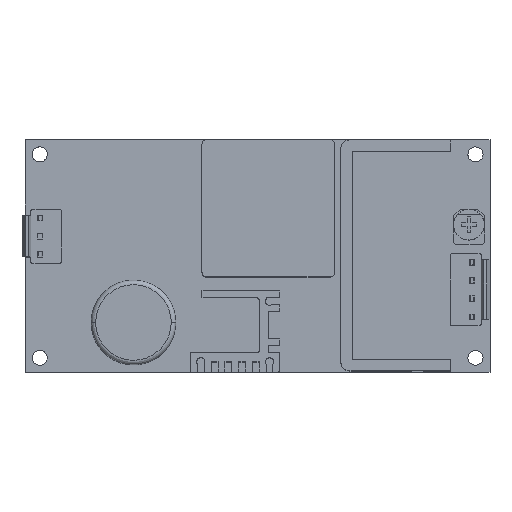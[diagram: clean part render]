
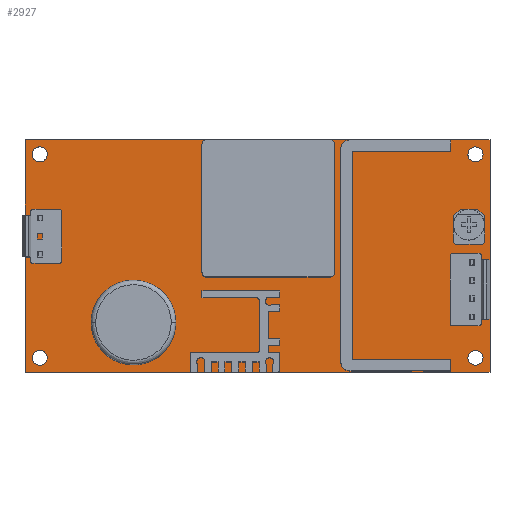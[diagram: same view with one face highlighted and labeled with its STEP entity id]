
A CAD part, top view. The second image highlights one B-rep face of the part: STEP entity #2927.
In plain terms, the highlighted free-form (B-spline) face has degree [1, 1] with [2, 2] control points.
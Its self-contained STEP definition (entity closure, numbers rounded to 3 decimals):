
#2742 = VERTEX_POINT('',#2743);
#2743 = CARTESIAN_POINT('',(82.616,40.097,
    1.628));
#2748 = EDGE_CURVE('',#2742,#2749,#2751,.T.);
#2749 = VERTEX_POINT('',#2750);
#2750 = CARTESIAN_POINT('',(85.974,40.097,
    1.628));
#2751 = ( BOUNDED_CURVE() B_SPLINE_CURVE(2,(#2752,#2753,#2754,#2755,
#2756),.UNSPECIFIED.,.F.,.F.) B_SPLINE_CURVE_WITH_KNOTS((3,2,3),(0.,
1.571,3.142),.PIECEWISE_BEZIER_KNOTS.) CURVE() 
GEOMETRIC_REPRESENTATION_ITEM() RATIONAL_B_SPLINE_CURVE((1.,
0.707,1.,0.707,1.)) REPRESENTATION_ITEM('') );
#2752 = CARTESIAN_POINT('',(82.616,40.097,
    1.628));
#2753 = CARTESIAN_POINT('',(82.616,41.777,
    1.628));
#2754 = CARTESIAN_POINT('',(84.295,41.777,
    1.628));
#2755 = CARTESIAN_POINT('',(85.974,41.777,
    1.628));
#2756 = CARTESIAN_POINT('',(85.974,40.097,
    1.628));
#2790 = VERTEX_POINT('',#2791);
#2791 = CARTESIAN_POINT('',(82.621,-5.144,
    1.628));
#2796 = EDGE_CURVE('',#2790,#2797,#2799,.T.);
#2797 = VERTEX_POINT('',#2798);
#2798 = CARTESIAN_POINT('',(85.98,-5.144,
    1.628));
#2799 = ( BOUNDED_CURVE() B_SPLINE_CURVE(2,(#2800,#2801,#2802,#2803,
#2804),.UNSPECIFIED.,.F.,.F.) B_SPLINE_CURVE_WITH_KNOTS((3,2,3),(0.,
1.571,3.142),.PIECEWISE_BEZIER_KNOTS.) CURVE() 
GEOMETRIC_REPRESENTATION_ITEM() RATIONAL_B_SPLINE_CURVE((1.,
0.707,1.,0.707,1.)) REPRESENTATION_ITEM('') );
#2800 = CARTESIAN_POINT('',(82.621,-5.144,
    1.628));
#2801 = CARTESIAN_POINT('',(82.621,-3.465,
    1.628));
#2802 = CARTESIAN_POINT('',(84.3,-3.465,
    1.628));
#2803 = CARTESIAN_POINT('',(85.98,-3.465,
    1.628));
#2804 = CARTESIAN_POINT('',(85.98,-5.144,
    1.628));
#2838 = VERTEX_POINT('',#2839);
#2839 = CARTESIAN_POINT('',(-14.314,-5.144,
    1.628));
#2844 = EDGE_CURVE('',#2838,#2845,#2847,.T.);
#2845 = VERTEX_POINT('',#2846);
#2846 = CARTESIAN_POINT('',(-10.955,-5.144,
    1.628));
#2847 = ( BOUNDED_CURVE() B_SPLINE_CURVE(2,(#2848,#2849,#2850,#2851,
#2852),.UNSPECIFIED.,.F.,.F.) B_SPLINE_CURVE_WITH_KNOTS((3,2,3),(0.,
1.571,3.142),.PIECEWISE_BEZIER_KNOTS.) CURVE() 
GEOMETRIC_REPRESENTATION_ITEM() RATIONAL_B_SPLINE_CURVE((1.,
0.707,1.,0.707,1.)) REPRESENTATION_ITEM('') );
#2848 = CARTESIAN_POINT('',(-14.314,-5.144,
    1.628));
#2849 = CARTESIAN_POINT('',(-14.314,-3.465,
    1.628));
#2850 = CARTESIAN_POINT('',(-12.635,-3.465,
    1.628));
#2851 = CARTESIAN_POINT('',(-10.955,-3.465,
    1.628));
#2852 = CARTESIAN_POINT('',(-10.955,-5.144,
    1.628));
#2886 = VERTEX_POINT('',#2887);
#2887 = CARTESIAN_POINT('',(-14.319,40.097,
    1.628));
#2892 = EDGE_CURVE('',#2886,#2893,#2895,.T.);
#2893 = VERTEX_POINT('',#2894);
#2894 = CARTESIAN_POINT('',(-10.96,40.097,
    1.628));
#2895 = ( BOUNDED_CURVE() B_SPLINE_CURVE(2,(#2896,#2897,#2898,#2899,
#2900),.UNSPECIFIED.,.F.,.F.) B_SPLINE_CURVE_WITH_KNOTS((3,2,3),(0.,
1.571,3.142),.PIECEWISE_BEZIER_KNOTS.) CURVE() 
GEOMETRIC_REPRESENTATION_ITEM() RATIONAL_B_SPLINE_CURVE((1.,
0.707,1.,0.707,1.)) REPRESENTATION_ITEM('') );
#2896 = CARTESIAN_POINT('',(-14.319,40.097,
    1.628));
#2897 = CARTESIAN_POINT('',(-14.319,41.777,
    1.628));
#2898 = CARTESIAN_POINT('',(-12.64,41.777,
    1.628));
#2899 = CARTESIAN_POINT('',(-10.96,41.777,
    1.628));
#2900 = CARTESIAN_POINT('',(-10.96,40.097,
    1.628));
#2927 = ADVANCED_FACE('',(#2928,#2939,#2950,#2961,#2972),#3002,.T.);
#2928 = FACE_BOUND('',#2929,.T.);
#2929 = EDGE_LOOP('',(#2930,#2931));
#2930 = ORIENTED_EDGE('',*,*,#2892,.T.);
#2931 = ORIENTED_EDGE('',*,*,#2932,.T.);
#2932 = EDGE_CURVE('',#2893,#2886,#2933,.T.);
#2933 = ( BOUNDED_CURVE() B_SPLINE_CURVE(2,(#2934,#2935,#2936,#2937,
#2938),.UNSPECIFIED.,.F.,.F.) B_SPLINE_CURVE_WITH_KNOTS((3,2,3),(
    3.142,4.712,6.283),
.PIECEWISE_BEZIER_KNOTS.) CURVE() GEOMETRIC_REPRESENTATION_ITEM() 
RATIONAL_B_SPLINE_CURVE((1.,0.707,1.,0.707,1.)) 
REPRESENTATION_ITEM('') );
#2934 = CARTESIAN_POINT('',(-10.96,40.097,
    1.628));
#2935 = CARTESIAN_POINT('',(-10.96,38.418,
    1.628));
#2936 = CARTESIAN_POINT('',(-12.64,38.418,
    1.628));
#2937 = CARTESIAN_POINT('',(-14.319,38.418,
    1.628));
#2938 = CARTESIAN_POINT('',(-14.319,40.097,
    1.628));
#2939 = FACE_BOUND('',#2940,.T.);
#2940 = EDGE_LOOP('',(#2941,#2942));
#2941 = ORIENTED_EDGE('',*,*,#2844,.T.);
#2942 = ORIENTED_EDGE('',*,*,#2943,.T.);
#2943 = EDGE_CURVE('',#2845,#2838,#2944,.T.);
#2944 = ( BOUNDED_CURVE() B_SPLINE_CURVE(2,(#2945,#2946,#2947,#2948,
#2949),.UNSPECIFIED.,.F.,.F.) B_SPLINE_CURVE_WITH_KNOTS((3,2,3),(
    3.142,4.712,6.283),
.PIECEWISE_BEZIER_KNOTS.) CURVE() GEOMETRIC_REPRESENTATION_ITEM() 
RATIONAL_B_SPLINE_CURVE((1.,0.707,1.,0.707,1.)) 
REPRESENTATION_ITEM('') );
#2945 = CARTESIAN_POINT('',(-10.955,-5.144,
    1.628));
#2946 = CARTESIAN_POINT('',(-10.955,-6.823,
    1.628));
#2947 = CARTESIAN_POINT('',(-12.635,-6.823,
    1.628));
#2948 = CARTESIAN_POINT('',(-14.314,-6.823,
    1.628));
#2949 = CARTESIAN_POINT('',(-14.314,-5.144,
    1.628));
#2950 = FACE_BOUND('',#2951,.T.);
#2951 = EDGE_LOOP('',(#2952,#2953));
#2952 = ORIENTED_EDGE('',*,*,#2796,.T.);
#2953 = ORIENTED_EDGE('',*,*,#2954,.T.);
#2954 = EDGE_CURVE('',#2797,#2790,#2955,.T.);
#2955 = ( BOUNDED_CURVE() B_SPLINE_CURVE(2,(#2956,#2957,#2958,#2959,
#2960),.UNSPECIFIED.,.F.,.F.) B_SPLINE_CURVE_WITH_KNOTS((3,2,3),(
    3.142,4.712,6.283),
.PIECEWISE_BEZIER_KNOTS.) CURVE() GEOMETRIC_REPRESENTATION_ITEM() 
RATIONAL_B_SPLINE_CURVE((1.,0.707,1.,0.707,1.)) 
REPRESENTATION_ITEM('') );
#2956 = CARTESIAN_POINT('',(85.98,-5.144,
    1.628));
#2957 = CARTESIAN_POINT('',(85.98,-6.823,
    1.628));
#2958 = CARTESIAN_POINT('',(84.3,-6.823,
    1.628));
#2959 = CARTESIAN_POINT('',(82.621,-6.823,
    1.628));
#2960 = CARTESIAN_POINT('',(82.621,-5.144,
    1.628));
#2961 = FACE_BOUND('',#2962,.T.);
#2962 = EDGE_LOOP('',(#2963,#2964));
#2963 = ORIENTED_EDGE('',*,*,#2748,.T.);
#2964 = ORIENTED_EDGE('',*,*,#2965,.T.);
#2965 = EDGE_CURVE('',#2749,#2742,#2966,.T.);
#2966 = ( BOUNDED_CURVE() B_SPLINE_CURVE(2,(#2967,#2968,#2969,#2970,
#2971),.UNSPECIFIED.,.F.,.F.) B_SPLINE_CURVE_WITH_KNOTS((3,2,3),(
    3.142,4.712,6.283),
.PIECEWISE_BEZIER_KNOTS.) CURVE() GEOMETRIC_REPRESENTATION_ITEM() 
RATIONAL_B_SPLINE_CURVE((1.,0.707,1.,0.707,1.)) 
REPRESENTATION_ITEM('') );
#2967 = CARTESIAN_POINT('',(85.974,40.097,
    1.628));
#2968 = CARTESIAN_POINT('',(85.974,38.418,
    1.628));
#2969 = CARTESIAN_POINT('',(84.295,38.418,
    1.628));
#2970 = CARTESIAN_POINT('',(82.616,38.418,
    1.628));
#2971 = CARTESIAN_POINT('',(82.616,40.097,
    1.628));
#2972 = FACE_BOUND('',#2973,.T.);
#2973 = EDGE_LOOP('',(#2974,#2983,#2990,#2997));
#2974 = ORIENTED_EDGE('',*,*,#2975,.F.);
#2975 = EDGE_CURVE('',#2976,#2978,#2980,.T.);
#2976 = VERTEX_POINT('',#2977);
#2977 = CARTESIAN_POINT('',(87.526,43.329,
    1.628));
#2978 = VERTEX_POINT('',#2979);
#2979 = CARTESIAN_POINT('',(87.526,-8.37,
    1.628));
#2980 = B_SPLINE_CURVE_WITH_KNOTS('',1,(#2981,#2982),.UNSPECIFIED.,.F.,
  .F.,(2,2),(0.,50.8),.PIECEWISE_BEZIER_KNOTS.);
#2981 = CARTESIAN_POINT('',(87.526,43.329,
    1.628));
#2982 = CARTESIAN_POINT('',(87.526,-8.37,
    1.628));
#2983 = ORIENTED_EDGE('',*,*,#2984,.F.);
#2984 = EDGE_CURVE('',#2985,#2976,#2987,.T.);
#2985 = VERTEX_POINT('',#2986);
#2986 = CARTESIAN_POINT('',(-15.871,43.329,
    1.628));
#2987 = B_SPLINE_CURVE_WITH_KNOTS('',1,(#2988,#2989),.UNSPECIFIED.,.F.,
  .F.,(2,2),(0.,101.6),.PIECEWISE_BEZIER_KNOTS.);
#2988 = CARTESIAN_POINT('',(-15.871,43.329,
    1.628));
#2989 = CARTESIAN_POINT('',(87.526,43.329,
    1.628));
#2990 = ORIENTED_EDGE('',*,*,#2991,.F.);
#2991 = EDGE_CURVE('',#2992,#2985,#2994,.T.);
#2992 = VERTEX_POINT('',#2993);
#2993 = CARTESIAN_POINT('',(-15.871,-8.37,
    1.628));
#2994 = B_SPLINE_CURVE_WITH_KNOTS('',1,(#2995,#2996),.UNSPECIFIED.,.F.,
  .F.,(2,2),(0.,50.8),.PIECEWISE_BEZIER_KNOTS.);
#2995 = CARTESIAN_POINT('',(-15.871,-8.37,
    1.628));
#2996 = CARTESIAN_POINT('',(-15.871,43.329,
    1.628));
#2997 = ORIENTED_EDGE('',*,*,#2998,.F.);
#2998 = EDGE_CURVE('',#2978,#2992,#2999,.T.);
#2999 = B_SPLINE_CURVE_WITH_KNOTS('',1,(#3000,#3001),.UNSPECIFIED.,.F.,
  .F.,(2,2),(0.,101.6),.PIECEWISE_BEZIER_KNOTS.);
#3000 = CARTESIAN_POINT('',(87.526,-8.37,
    1.628));
#3001 = CARTESIAN_POINT('',(-15.871,-8.37,
    1.628));
#3002 = B_SPLINE_SURFACE_WITH_KNOTS('',1,1,(
    (#3003,#3004)
    ,(#3005,#3006
    )),.UNSPECIFIED.,.F.,.F.,.F.,(2,2),(2,2),(-50.8,50.8),(-25.4,25.4),
  .PIECEWISE_BEZIER_KNOTS.);
#3003 = CARTESIAN_POINT('',(-15.871,-8.37,
    1.628));
#3004 = CARTESIAN_POINT('',(-15.871,43.329,
    1.628));
#3005 = CARTESIAN_POINT('',(87.526,-8.37,
    1.628));
#3006 = CARTESIAN_POINT('',(87.526,43.329,
    1.628));
